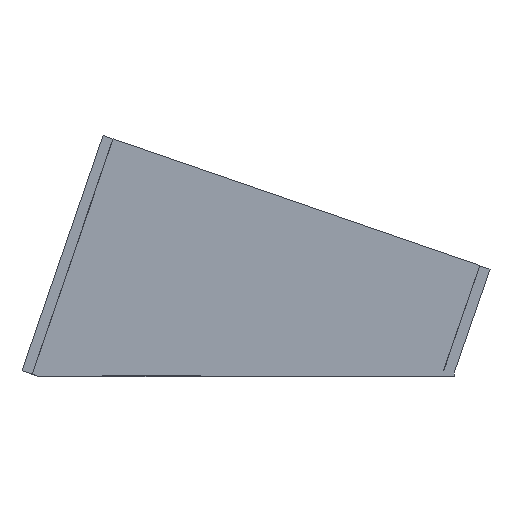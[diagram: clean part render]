
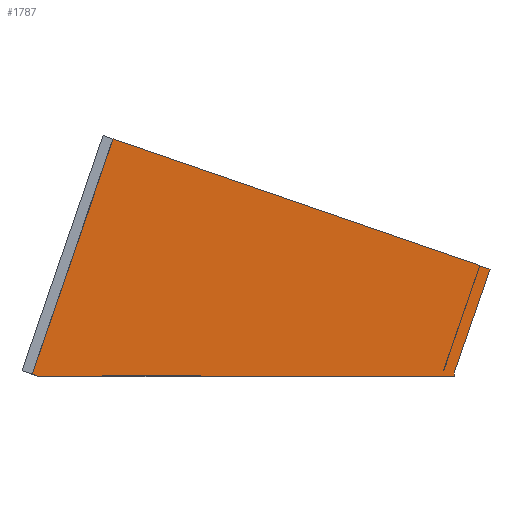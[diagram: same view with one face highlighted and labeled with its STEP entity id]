
A CAD part, left-side view. The second image highlights one B-rep face of the part: STEP entity #1787.
In plain terms, the highlighted planar face has unit normal (-1, 0, 0).
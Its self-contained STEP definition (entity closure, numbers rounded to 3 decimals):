
#134=FACE_OUTER_BOUND('',#232,.T.);
#232=EDGE_LOOP('',(#1353,#1354,#1355,#1356,#1357,#1358,#1359,#1360,#1361,
#1362,#1363,#1364));
#352=LINE('',#2685,#565);
#379=LINE('',#2739,#592);
#387=LINE('',#2756,#600);
#388=LINE('',#2758,#601);
#389=LINE('',#2759,#602);
#390=LINE('',#2761,#603);
#391=LINE('',#2763,#604);
#392=LINE('',#2765,#605);
#393=LINE('',#2766,#606);
#394=LINE('',#2768,#607);
#395=LINE('',#2770,#608);
#396=LINE('',#2771,#609);
#565=VECTOR('',#2164,10.);
#592=VECTOR('',#2203,10.);
#600=VECTOR('',#2217,10.);
#601=VECTOR('',#2218,10.);
#602=VECTOR('',#2219,10.);
#603=VECTOR('',#2220,10.);
#604=VECTOR('',#2221,10.);
#605=VECTOR('',#2222,10.);
#606=VECTOR('',#2223,10.);
#607=VECTOR('',#2224,10.);
#608=VECTOR('',#2225,10.);
#609=VECTOR('',#2226,10.);
#786=VERTEX_POINT('',#2682);
#787=VERTEX_POINT('',#2684);
#807=VERTEX_POINT('',#2736);
#808=VERTEX_POINT('',#2738);
#813=VERTEX_POINT('',#2754);
#814=VERTEX_POINT('',#2755);
#815=VERTEX_POINT('',#2757);
#816=VERTEX_POINT('',#2760);
#817=VERTEX_POINT('',#2762);
#818=VERTEX_POINT('',#2764);
#819=VERTEX_POINT('',#2767);
#820=VERTEX_POINT('',#2769);
#985=EDGE_CURVE('',#787,#786,#352,.T.);
#1012=EDGE_CURVE('',#808,#807,#379,.T.);
#1020=EDGE_CURVE('',#813,#814,#387,.T.);
#1021=EDGE_CURVE('',#814,#815,#388,.T.);
#1022=EDGE_CURVE('',#815,#808,#389,.T.);
#1023=EDGE_CURVE('',#816,#807,#390,.T.);
#1024=EDGE_CURVE('',#816,#817,#391,.T.);
#1025=EDGE_CURVE('',#818,#817,#392,.T.);
#1026=EDGE_CURVE('',#787,#818,#393,.T.);
#1027=EDGE_CURVE('',#786,#819,#394,.T.);
#1028=EDGE_CURVE('',#819,#820,#395,.T.);
#1029=EDGE_CURVE('',#813,#820,#396,.T.);
#1353=ORIENTED_EDGE('',*,*,#1020,.T.);
#1354=ORIENTED_EDGE('',*,*,#1021,.T.);
#1355=ORIENTED_EDGE('',*,*,#1022,.T.);
#1356=ORIENTED_EDGE('',*,*,#1012,.T.);
#1357=ORIENTED_EDGE('',*,*,#1023,.F.);
#1358=ORIENTED_EDGE('',*,*,#1024,.T.);
#1359=ORIENTED_EDGE('',*,*,#1025,.F.);
#1360=ORIENTED_EDGE('',*,*,#1026,.F.);
#1361=ORIENTED_EDGE('',*,*,#985,.T.);
#1362=ORIENTED_EDGE('',*,*,#1027,.T.);
#1363=ORIENTED_EDGE('',*,*,#1028,.T.);
#1364=ORIENTED_EDGE('',*,*,#1029,.F.);
#1704=PLANE('',#1920);
#1787=ADVANCED_FACE('',(#134),#1704,.F.);
#1920=AXIS2_PLACEMENT_3D('',#2753,#2215,#2216);
#2164=DIRECTION('',(0.,-1.,0.007));
#2203=DIRECTION('',(0.,0.945,0.326));
#2215=DIRECTION('center_axis',(1.,0.,0.));
#2216=DIRECTION('ref_axis',(0.,0.326,-0.945));
#2217=DIRECTION('',(0.,-0.326,0.945));
#2218=DIRECTION('',(0.,0.945,0.326));
#2219=DIRECTION('',(0.,0.326,-0.945));
#2220=DIRECTION('',(0.,0.326,-0.945));
#2221=DIRECTION('',(0.,0.945,0.326));
#2222=DIRECTION('',(0.,-0.326,0.945));
#2223=DIRECTION('',(0.,0.945,0.326));
#2224=DIRECTION('',(0.,-1.,-0.002));
#2225=DIRECTION('',(0.,-0.002,1.));
#2226=DIRECTION('',(0.,-1.,-0.002));
#2682=CARTESIAN_POINT('',(5.,203.275,0.18));
#2684=CARTESIAN_POINT('',(5.,226.737,0.021));
#2685=CARTESIAN_POINT('',(5.,115.461,0.776));
#2736=CARTESIAN_POINT('',(5.,112.979,1.837));
#2738=CARTESIAN_POINT('',(5.,112.935,1.821));
#2739=CARTESIAN_POINT('',(5.,139.653,11.033));
#2753=CARTESIAN_POINT('Origin',(5.,164.957,18.213));
#2754=CARTESIAN_POINT('',(5.,110.039,1.017));
#2755=CARTESIAN_POINT('',(5.,99.994,30.151));
#2756=CARTESIAN_POINT('',(5.,99.994,30.151));
#2757=CARTESIAN_POINT('',(5.,102.83,31.128));
#2758=CARTESIAN_POINT('',(5.,104.721,31.78));
#2759=CARTESIAN_POINT('',(5.,112.684,2.549));
#2760=CARTESIAN_POINT('',(5.,102.849,31.219));
#2761=CARTESIAN_POINT('',(5.,112.731,2.557));
#2762=CARTESIAN_POINT('',(5.,205.852,66.732));
#2763=CARTESIAN_POINT('',(5.,203.961,66.08));
#2764=CARTESIAN_POINT('',(5.,228.627,0.673));
#2765=CARTESIAN_POINT('',(5.,211.155,51.351));
#2766=CARTESIAN_POINT('',(5.,226.737,0.021));
#2767=CARTESIAN_POINT('',(5.,109.999,0.017));
#2768=CARTESIAN_POINT('',(5.,226.999,0.222));
#2769=CARTESIAN_POINT('',(5.,109.998,1.017));
#2770=CARTESIAN_POINT('',(5.,109.999,0.017));
#2771=CARTESIAN_POINT('',(5.,226.998,1.222));
